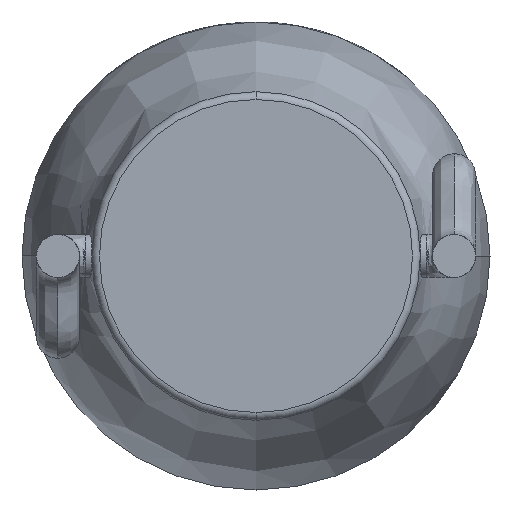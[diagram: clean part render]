
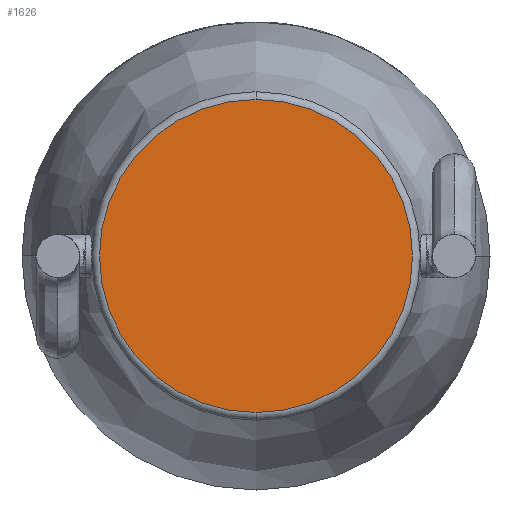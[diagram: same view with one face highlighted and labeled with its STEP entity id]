
A CAD part, front view. The second image highlights one B-rep face of the part: STEP entity #1626.
In plain terms, the highlighted planar face has unit normal (0, -1, 0).
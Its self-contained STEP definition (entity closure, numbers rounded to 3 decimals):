
#3 = AXIS2_PLACEMENT_3D ( 'NONE', #2322, #5237, #4253 ) ;
#485 = FACE_OUTER_BOUND ( 'NONE', #4942, .T. ) ;
#1137 = EDGE_CURVE ( 'NONE', #2462, #3894, #1171, .T. ) ;
#1171 = CIRCLE ( 'NONE', #1757, 2.006 ) ;
#1297 = CIRCLE ( 'NONE', #3, 2.006 ) ;
#1626 = ADVANCED_FACE ( 'NONE', ( #485 ), #2627, .F. ) ;
#1633 = DIRECTION ( 'NONE',  ( 0., 1., 0. ) ) ;
#1757 = AXIS2_PLACEMENT_3D ( 'NONE', #3273, #3710, #3751 ) ;
#1977 = CARTESIAN_POINT ( 'NONE',  ( 0., 0., 2.006 ) ) ;
#2322 = CARTESIAN_POINT ( 'NONE',  ( 0., 0., 0. ) ) ;
#2354 = AXIS2_PLACEMENT_3D ( 'NONE', #4458, #1633, #5933 ) ;
#2462 = VERTEX_POINT ( 'NONE', #1977 ) ;
#2627 = PLANE ( 'NONE',  #2354 ) ;
#2805 = CARTESIAN_POINT ( 'NONE',  ( 0., 0., -2.006 ) ) ;
#2938 = EDGE_CURVE ( 'NONE', #3894, #2462, #1297, .T. ) ;
#3273 = CARTESIAN_POINT ( 'NONE',  ( 0., 0., 0. ) ) ;
#3710 = DIRECTION ( 'NONE',  ( 0., -1., 0. ) ) ;
#3751 = DIRECTION ( 'NONE',  ( 0., 0., 1. ) ) ;
#3880 = ORIENTED_EDGE ( 'NONE', *, *, #2938, .T. ) ;
#3894 = VERTEX_POINT ( 'NONE', #2805 ) ;
#4253 = DIRECTION ( 'NONE',  ( 0., 0., 1. ) ) ;
#4458 = CARTESIAN_POINT ( 'NONE',  ( 0., 0., 0. ) ) ;
#4942 = EDGE_LOOP ( 'NONE', ( #3880, #5541 ) ) ;
#5237 = DIRECTION ( 'NONE',  ( 0., -1., 0. ) ) ;
#5541 = ORIENTED_EDGE ( 'NONE', *, *, #1137, .T. ) ;
#5933 = DIRECTION ( 'NONE',  ( 0., 0., 1. ) ) ;
